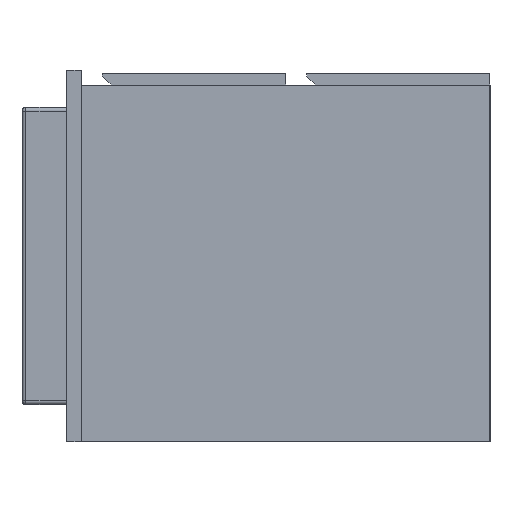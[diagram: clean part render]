
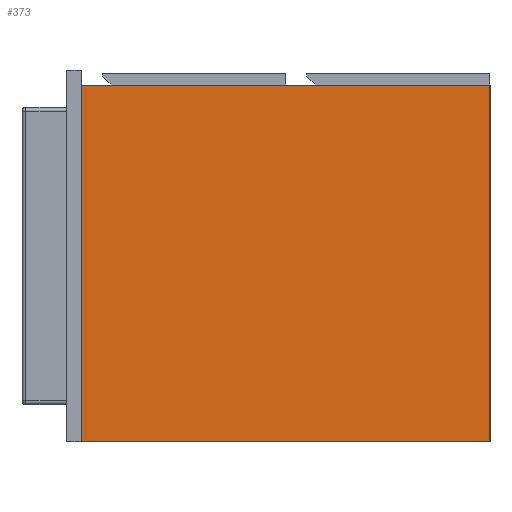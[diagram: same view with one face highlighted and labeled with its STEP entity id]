
A CAD part, left-side view. The second image highlights one B-rep face of the part: STEP entity #373.
In plain terms, the highlighted planar face has unit normal (-1, 0, 0).
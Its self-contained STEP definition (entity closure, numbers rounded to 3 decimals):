
#58 = DIRECTION ( 'NONE',  ( -1., 0., 0. ) ) ;
#96 = FACE_OUTER_BOUND ( 'NONE', #4933, .T. ) ;
#194 = VECTOR ( 'NONE', #2604, 1000. ) ;
#373 = ADVANCED_FACE ( 'NONE', ( #96 ), #3935, .T. ) ;
#813 = CARTESIAN_POINT ( 'NONE',  ( -594., -275., 0. ) ) ;
#929 = EDGE_CURVE ( 'NONE', #1564, #3692, #1299, .T. ) ;
#1050 = CARTESIAN_POINT ( 'NONE',  ( -594., 275., 480. ) ) ;
#1299 = LINE ( 'NONE', #1050, #4585 ) ;
#1392 = LINE ( 'NONE', #2582, #194 ) ;
#1564 = VERTEX_POINT ( 'NONE', #3484 ) ;
#1675 = EDGE_CURVE ( 'NONE', #1771, #1564, #1392, .T. ) ;
#1739 = CARTESIAN_POINT ( 'NONE',  ( -594., -275., 480. ) ) ;
#1771 = VERTEX_POINT ( 'NONE', #1739 ) ;
#1821 = DIRECTION ( 'NONE',  ( 0., 1., 0. ) ) ;
#1897 = ORIENTED_EDGE ( 'NONE', *, *, #3492, .F. ) ;
#2106 = CARTESIAN_POINT ( 'NONE',  ( -594., -275., 480. ) ) ;
#2518 = VECTOR ( 'NONE', #1821, 1000. ) ;
#2582 = CARTESIAN_POINT ( 'NONE',  ( -594., 275., 480. ) ) ;
#2604 = DIRECTION ( 'NONE',  ( 0., 1., 0. ) ) ;
#2630 = CARTESIAN_POINT ( 'NONE',  ( -594., 275., 480. ) ) ;
#3089 = CARTESIAN_POINT ( 'NONE',  ( -594., 275., 0. ) ) ;
#3280 = ORIENTED_EDGE ( 'NONE', *, *, #1675, .T. ) ;
#3436 = CARTESIAN_POINT ( 'NONE',  ( -594., 275., 0. ) ) ;
#3484 = CARTESIAN_POINT ( 'NONE',  ( -594., 275., 480. ) ) ;
#3492 = EDGE_CURVE ( 'NONE', #1771, #4907, #3919, .T. ) ;
#3672 = LINE ( 'NONE', #3436, #2518 ) ;
#3692 = VERTEX_POINT ( 'NONE', #3089 ) ;
#3919 = LINE ( 'NONE', #2106, #4923 ) ;
#3935 = PLANE ( 'NONE',  #4312 ) ;
#4312 = AXIS2_PLACEMENT_3D ( 'NONE', #2630, #58, #5229 ) ;
#4371 = EDGE_CURVE ( 'NONE', #4907, #3692, #3672, .T. ) ;
#4400 = ORIENTED_EDGE ( 'NONE', *, *, #929, .T. ) ;
#4519 = DIRECTION ( 'NONE',  ( 0., 0., -1. ) ) ;
#4585 = VECTOR ( 'NONE', #4519, 1000. ) ;
#4681 = DIRECTION ( 'NONE',  ( 0., 0., -1. ) ) ;
#4907 = VERTEX_POINT ( 'NONE', #813 ) ;
#4923 = VECTOR ( 'NONE', #4681, 1000. ) ;
#4933 = EDGE_LOOP ( 'NONE', ( #5155, #1897, #3280, #4400 ) ) ;
#5155 = ORIENTED_EDGE ( 'NONE', *, *, #4371, .F. ) ;
#5229 = DIRECTION ( 'NONE',  ( 0., -1., 0. ) ) ;
